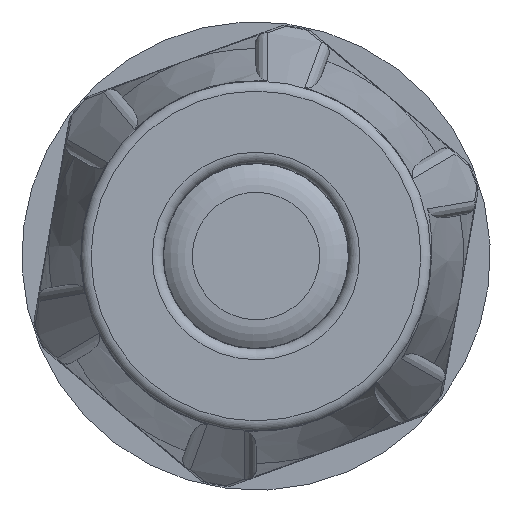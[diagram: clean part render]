
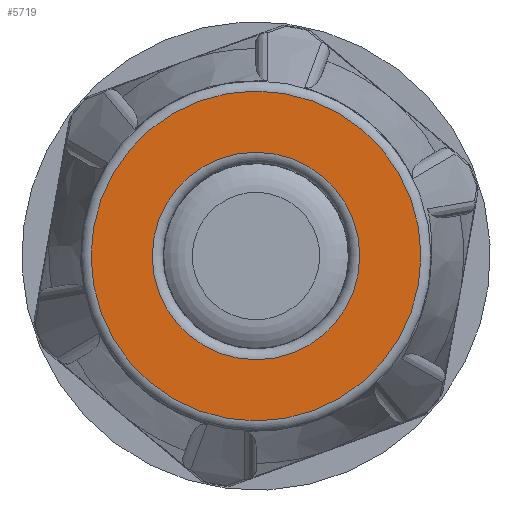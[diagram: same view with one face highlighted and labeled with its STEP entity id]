
A CAD part, left-side view. The second image highlights one B-rep face of the part: STEP entity #5719.
In plain terms, the highlighted planar face has unit normal (-1, 0, 0).
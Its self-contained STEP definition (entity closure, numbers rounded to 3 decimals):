
#304=FACE_BOUND('',#1761,.T.);
#477=PLANE('',#6413);
#1393=FACE_OUTER_BOUND('',#1760,.T.);
#1760=EDGE_LOOP('',(#5329));
#1761=EDGE_LOOP('',(#5330));
#2154=CIRCLE('',#6412,4.75);
#2155=CIRCLE('',#6414,7.554);
#2876=VERTEX_POINT('',#14588);
#2877=VERTEX_POINT('',#14591);
#3699=EDGE_CURVE('',#2876,#2876,#2154,.T.);
#3700=EDGE_CURVE('',#2877,#2877,#2155,.T.);
#5329=ORIENTED_EDGE('',*,*,#3700,.F.);
#5330=ORIENTED_EDGE('',*,*,#3699,.T.);
#5719=ADVANCED_FACE('',(#1393,#304),#477,.T.);
#6412=AXIS2_PLACEMENT_3D('',#14589,#7976,#7977);
#6413=AXIS2_PLACEMENT_3D('',#14590,#7978,#7979);
#6414=AXIS2_PLACEMENT_3D('',#14592,#7980,#7981);
#7976=DIRECTION('center_axis',(1.,0.,0.));
#7977=DIRECTION('ref_axis',(0.,0.,-1.));
#7978=DIRECTION('center_axis',(-1.,0.,0.));
#7979=DIRECTION('ref_axis',(0.,0.,1.));
#7980=DIRECTION('center_axis',(1.,0.,0.));
#7981=DIRECTION('ref_axis',(0.,0.,-1.));
#14588=CARTESIAN_POINT('',(-21.5,4.75,0.));
#14589=CARTESIAN_POINT('Origin',(-21.5,0.,0.));
#14590=CARTESIAN_POINT('Origin',(-21.5,7.554,0.));
#14591=CARTESIAN_POINT('',(-21.5,7.554,0.));
#14592=CARTESIAN_POINT('Origin',(-21.5,0.,0.));
